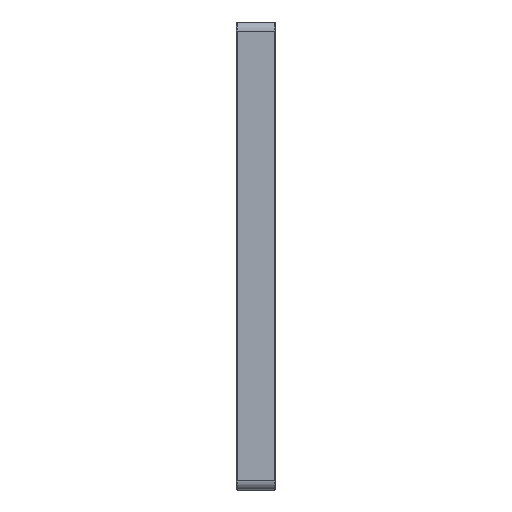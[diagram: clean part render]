
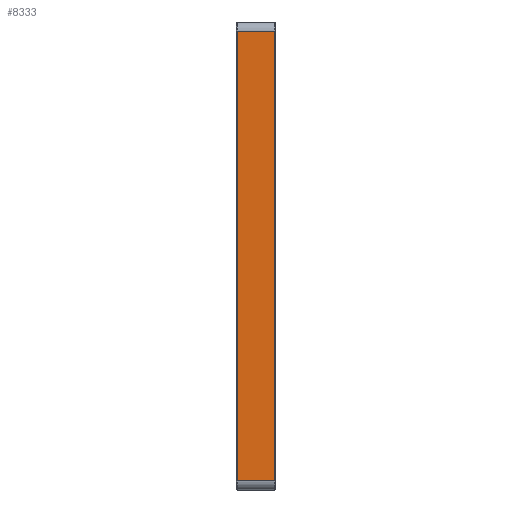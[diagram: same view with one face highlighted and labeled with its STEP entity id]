
A CAD part, left-side view. The second image highlights one B-rep face of the part: STEP entity #8333.
In plain terms, the highlighted planar face has unit normal (-1, 0, 0).
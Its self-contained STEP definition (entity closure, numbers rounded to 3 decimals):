
#858 = VECTOR ( 'NONE', #8781, 1000. ) ;
#1257 = CARTESIAN_POINT ( 'NONE',  ( -152.4, 0.3, 73.2 ) ) ;
#1515 = DIRECTION ( 'NONE',  ( 1., 0., 0. ) ) ;
#1808 = VECTOR ( 'NONE', #12704, 1000. ) ;
#3203 = VERTEX_POINT ( 'NONE', #18856 ) ;
#3384 = EDGE_CURVE ( 'NONE', #5759, #19579, #7507, .T. ) ;
#4119 = EDGE_LOOP ( 'NONE', ( #22949, #4278, #17052, #20409 ) ) ;
#4278 = ORIENTED_EDGE ( 'NONE', *, *, #12425, .T. ) ;
#5759 = VERTEX_POINT ( 'NONE', #6533 ) ;
#6234 = CARTESIAN_POINT ( 'NONE',  ( -152.4, 12.7, 73.2 ) ) ;
#6533 = CARTESIAN_POINT ( 'NONE',  ( -152.4, 12.4, 73.2 ) ) ;
#6830 = VECTOR ( 'NONE', #18481, 1000. ) ;
#6938 = CARTESIAN_POINT ( 'NONE',  ( -152.4, 12.4, 73.2 ) ) ;
#7507 = LINE ( 'NONE', #6234, #16149 ) ;
#7683 = EDGE_CURVE ( 'NONE', #5759, #3203, #15563, .T. ) ;
#8333 = ADVANCED_FACE ( 'NONE', ( #16454 ), #8818, .F. ) ;
#8781 = DIRECTION ( 'NONE',  ( 0., 0., -1. ) ) ;
#8818 = PLANE ( 'NONE',  #22320 ) ;
#8910 = VERTEX_POINT ( 'NONE', #20677 ) ;
#10654 = CARTESIAN_POINT ( 'NONE',  ( -152.4, 12.7, 73.2 ) ) ;
#12173 = LINE ( 'NONE', #21910, #1808 ) ;
#12425 = EDGE_CURVE ( 'NONE', #8910, #19579, #17778, .T. ) ;
#12704 = DIRECTION ( 'NONE',  ( 0., -1., 0. ) ) ;
#14362 = DIRECTION ( 'NONE',  ( 0., 0., -1. ) ) ;
#15563 = LINE ( 'NONE', #6938, #858 ) ;
#16149 = VECTOR ( 'NONE', #19106, 1000. ) ;
#16454 = FACE_OUTER_BOUND ( 'NONE', #4119, .T. ) ;
#16632 = CARTESIAN_POINT ( 'NONE',  ( -152.4, 0.3, 73.2 ) ) ;
#17052 = ORIENTED_EDGE ( 'NONE', *, *, #3384, .F. ) ;
#17778 = LINE ( 'NONE', #16632, #6830 ) ;
#18481 = DIRECTION ( 'NONE',  ( 0., 0., 1. ) ) ;
#18856 = CARTESIAN_POINT ( 'NONE',  ( -152.4, 12.4, -73.2 ) ) ;
#19106 = DIRECTION ( 'NONE',  ( 0., -1., 0. ) ) ;
#19579 = VERTEX_POINT ( 'NONE', #1257 ) ;
#20409 = ORIENTED_EDGE ( 'NONE', *, *, #7683, .T. ) ;
#20677 = CARTESIAN_POINT ( 'NONE',  ( -152.4, 0.3, -73.2 ) ) ;
#20762 = EDGE_CURVE ( 'NONE', #3203, #8910, #12173, .T. ) ;
#21910 = CARTESIAN_POINT ( 'NONE',  ( -152.4, 12.7, -73.2 ) ) ;
#22320 = AXIS2_PLACEMENT_3D ( 'NONE', #10654, #1515, #14362 ) ;
#22949 = ORIENTED_EDGE ( 'NONE', *, *, #20762, .T. ) ;
